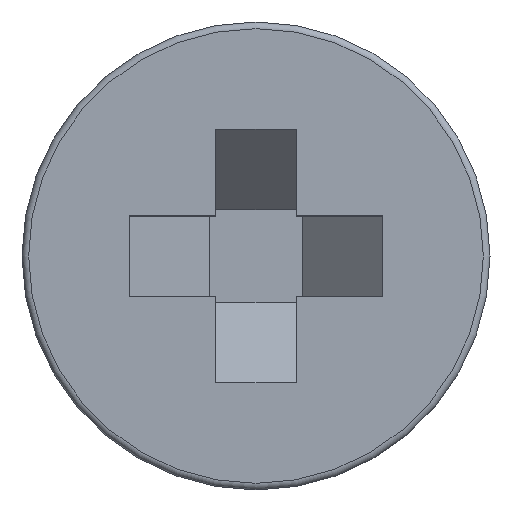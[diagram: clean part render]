
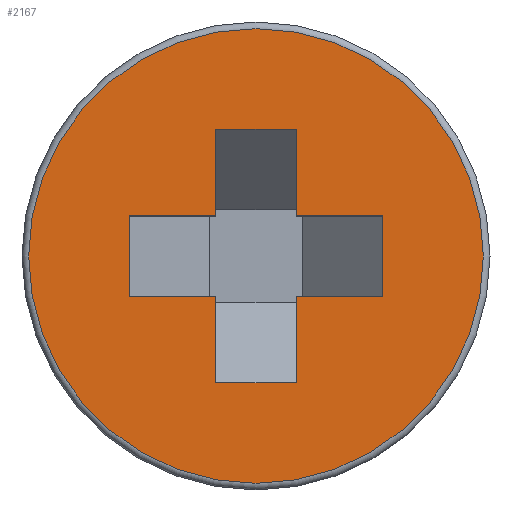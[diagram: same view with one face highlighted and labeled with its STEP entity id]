
A CAD part, top view. The second image highlights one B-rep face of the part: STEP entity #2167.
In plain terms, the highlighted planar face has unit normal (0, 0, 1).
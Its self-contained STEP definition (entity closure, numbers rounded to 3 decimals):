
#15=FACE_BOUND('',#270,.T.);
#39=PLANE('',#2303);
#154=FACE_OUTER_BOUND('',#269,.T.);
#269=EDGE_LOOP('',(#1949));
#270=EDGE_LOOP('',(#1950,#1951,#1952,#1953,#1954,#1955,#1956,#1957,#1958,
#1959,#1960,#1961));
#277=CIRCLE('',#2299,1.704);
#561=LINE('',#8627,#699);
#577=LINE('',#8659,#715);
#583=LINE('',#8671,#721);
#589=LINE('',#8683,#727);
#592=LINE('',#8688,#730);
#593=LINE('',#8690,#731);
#595=LINE('',#8694,#733);
#596=LINE('',#8696,#734);
#597=LINE('',#8699,#735);
#599=LINE('',#8702,#737);
#600=LINE('',#8705,#738);
#602=LINE('',#8708,#740);
#699=VECTOR('',#2603,10.);
#715=VECTOR('',#2625,10.);
#721=VECTOR('',#2635,10.);
#727=VECTOR('',#2645,10.);
#730=VECTOR('',#2650,10.);
#731=VECTOR('',#2653,10.);
#733=VECTOR('',#2657,10.);
#734=VECTOR('',#2660,10.);
#735=VECTOR('',#2663,10.);
#737=VECTOR('',#2667,10.);
#738=VECTOR('',#2670,10.);
#740=VECTOR('',#2674,10.);
#934=VERTEX_POINT('',#8624);
#935=VERTEX_POINT('',#8626);
#947=VERTEX_POINT('',#8656);
#948=VERTEX_POINT('',#8658);
#951=VERTEX_POINT('',#8668);
#952=VERTEX_POINT('',#8670);
#955=VERTEX_POINT('',#8680);
#956=VERTEX_POINT('',#8682);
#957=VERTEX_POINT('',#8686);
#958=VERTEX_POINT('',#8692);
#959=VERTEX_POINT('',#8698);
#960=VERTEX_POINT('',#8704);
#961=VERTEX_POINT('',#8710);
#1250=EDGE_CURVE('',#935,#934,#561,.T.);
#1266=EDGE_CURVE('',#948,#947,#577,.T.);
#1272=EDGE_CURVE('',#952,#951,#583,.T.);
#1278=EDGE_CURVE('',#956,#955,#589,.T.);
#1281=EDGE_CURVE('',#955,#957,#592,.T.);
#1282=EDGE_CURVE('',#957,#952,#593,.T.);
#1284=EDGE_CURVE('',#951,#958,#595,.T.);
#1285=EDGE_CURVE('',#958,#948,#596,.T.);
#1286=EDGE_CURVE('',#959,#956,#597,.T.);
#1288=EDGE_CURVE('',#934,#959,#599,.T.);
#1289=EDGE_CURVE('',#960,#935,#600,.T.);
#1291=EDGE_CURVE('',#947,#960,#602,.T.);
#1292=EDGE_CURVE('',#961,#961,#277,.T.);
#1949=ORIENTED_EDGE('',*,*,#1292,.F.);
#1950=ORIENTED_EDGE('',*,*,#1285,.T.);
#1951=ORIENTED_EDGE('',*,*,#1266,.T.);
#1952=ORIENTED_EDGE('',*,*,#1291,.T.);
#1953=ORIENTED_EDGE('',*,*,#1289,.T.);
#1954=ORIENTED_EDGE('',*,*,#1250,.T.);
#1955=ORIENTED_EDGE('',*,*,#1288,.T.);
#1956=ORIENTED_EDGE('',*,*,#1286,.T.);
#1957=ORIENTED_EDGE('',*,*,#1278,.T.);
#1958=ORIENTED_EDGE('',*,*,#1281,.T.);
#1959=ORIENTED_EDGE('',*,*,#1282,.T.);
#1960=ORIENTED_EDGE('',*,*,#1272,.T.);
#1961=ORIENTED_EDGE('',*,*,#1284,.T.);
#2167=ADVANCED_FACE('',(#154,#15),#39,.T.);
#2299=AXIS2_PLACEMENT_3D('',#8711,#2677,#2678);
#2303=AXIS2_PLACEMENT_3D('',#8717,#2686,#2687);
#2603=DIRECTION('',(1.,0.,0.));
#2625=DIRECTION('',(0.,1.,0.));
#2635=DIRECTION('',(-1.,0.,0.));
#2645=DIRECTION('',(0.,-1.,0.));
#2650=DIRECTION('',(1.,0.,0.));
#2653=DIRECTION('',(0.,-1.,0.));
#2657=DIRECTION('',(0.,-1.,0.));
#2660=DIRECTION('',(-1.,0.,0.));
#2663=DIRECTION('',(1.,0.,0.));
#2667=DIRECTION('',(0.,1.,0.));
#2670=DIRECTION('',(0.,1.,0.));
#2674=DIRECTION('',(-1.,0.,0.));
#2677=DIRECTION('center_axis',(0.,0.,-1.));
#2678=DIRECTION('ref_axis',(-1.,0.,0.));
#2686=DIRECTION('center_axis',(0.,0.,1.));
#2687=DIRECTION('ref_axis',(1.,0.,0.));
#8624=CARTESIAN_POINT('',(-0.3,0.3,0.));
#8626=CARTESIAN_POINT('',(-0.95,0.3,0.));
#8627=CARTESIAN_POINT('',(-0.475,0.3,0.));
#8656=CARTESIAN_POINT('',(-0.3,-0.3,0.));
#8658=CARTESIAN_POINT('',(-0.3,-0.95,0.));
#8659=CARTESIAN_POINT('',(-0.3,-0.475,0.));
#8668=CARTESIAN_POINT('',(0.3,-0.3,0.));
#8670=CARTESIAN_POINT('',(0.95,-0.3,0.));
#8671=CARTESIAN_POINT('',(0.475,-0.3,0.));
#8680=CARTESIAN_POINT('',(0.3,0.3,0.));
#8682=CARTESIAN_POINT('',(0.3,0.95,0.));
#8683=CARTESIAN_POINT('',(0.3,0.475,0.));
#8686=CARTESIAN_POINT('',(0.95,0.3,0.));
#8688=CARTESIAN_POINT('',(0.15,0.3,0.));
#8690=CARTESIAN_POINT('',(0.95,0.15,0.));
#8692=CARTESIAN_POINT('',(0.3,-0.95,0.));
#8694=CARTESIAN_POINT('',(0.3,-0.15,0.));
#8696=CARTESIAN_POINT('',(0.15,-0.95,0.));
#8698=CARTESIAN_POINT('',(-0.3,0.95,0.));
#8699=CARTESIAN_POINT('',(-0.15,0.95,0.));
#8702=CARTESIAN_POINT('',(-0.3,0.15,0.));
#8704=CARTESIAN_POINT('',(-0.95,-0.3,0.));
#8705=CARTESIAN_POINT('',(-0.95,-0.15,0.));
#8708=CARTESIAN_POINT('',(-0.15,-0.3,0.));
#8710=CARTESIAN_POINT('',(-1.704,0.,0.));
#8711=CARTESIAN_POINT('Origin',(0.,0.,0.));
#8717=CARTESIAN_POINT('Origin',(0.,0.,0.));
